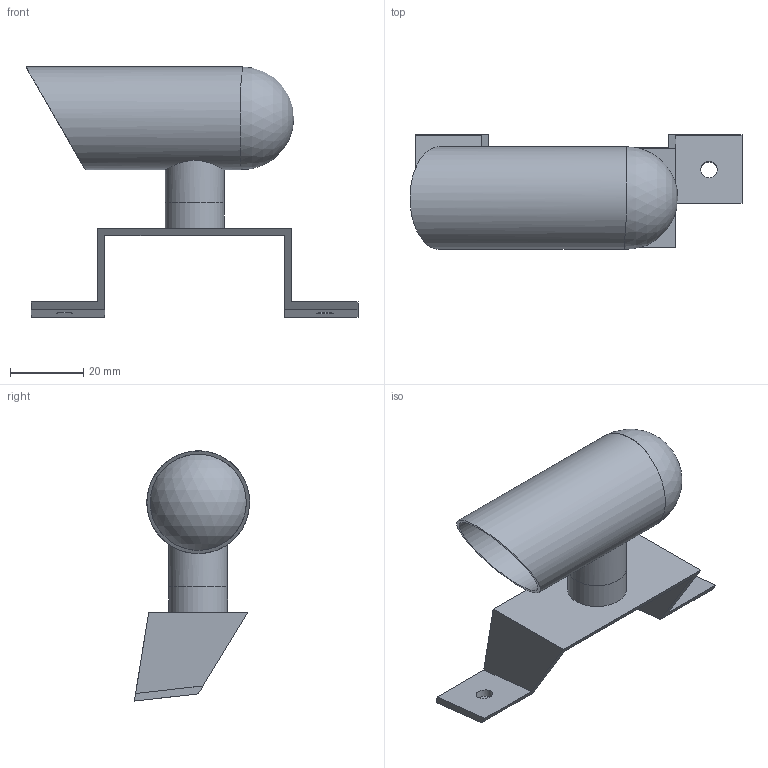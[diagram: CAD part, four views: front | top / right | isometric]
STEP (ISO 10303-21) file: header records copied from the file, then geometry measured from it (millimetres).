
FILE_DESCRIPTION(/* description */ (''),/* implementation_level */ '2;1');
FILE_NAME(/* name */ 'Hornet Chart Light v3.step',/* time_stamp */ '2022-07-02T08:34:21+10:00',/* author */ (''),/* organization */ (''),/* preprocessor_version */ 'ST-DEVELOPER v18.1',/* originating_system */ 'Autodesk Translation Framework v10.13.0.1454',/* authorisation */ '');
FILE_SCHEMA (('AUTOMOTIVE_DESIGN { 1 0 10303 214 3 1 1 }'));
Length unit declared in the file: millimetre
Products named in the file (3): Hornet Chart Light; Mount Base; Lamp
Assembly tree (2 placements, depth 2):
  Hornet Chart Light
    Mount Base
    Lamp
Bounding box: 90.49 x 31.41 x 68.19 mm (x, y, z)
Volume: 22937.4 mm3; surface area: 18255.4 mm2
Topology: 2 solids, 2 shells, 31 faces, 75 edges, 51 vertices
Faces by surface type: plane 20, cylinder 9, sphere 2
Full cylindrical faces by diameter (mm): 4.5 x2, 10 x2, 16 x2, 26.2 x1, 28 x1
Entity records: 1185 total; most frequent: CARTESIAN_POINT 359, DIRECTION 156, ORIENTED_EDGE 148, EDGE_CURVE 74, AXIS2_PLACEMENT_3D 54, VERTEX_POINT 51, LINE 48, VECTOR 48
